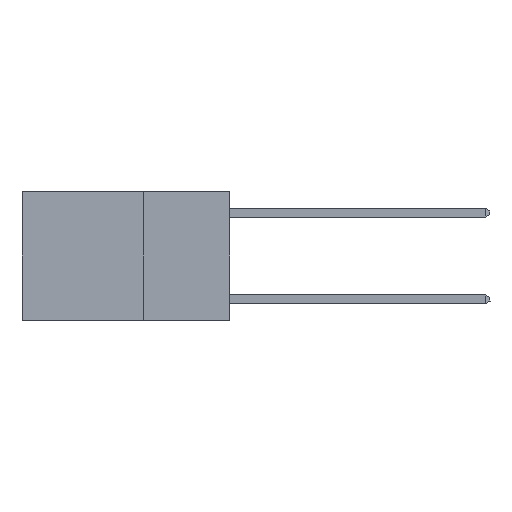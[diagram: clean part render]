
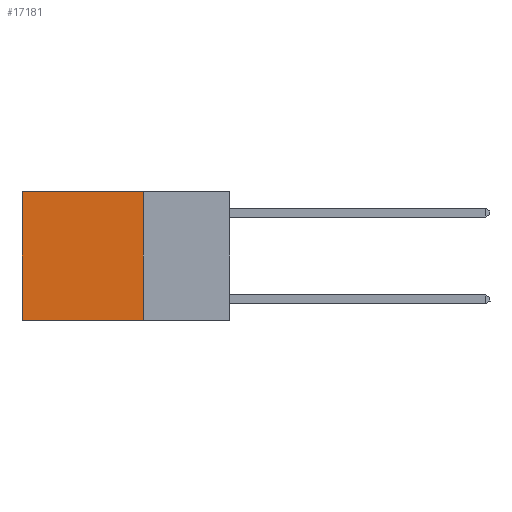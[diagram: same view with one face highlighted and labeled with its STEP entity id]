
A CAD part, left-side view. The second image highlights one B-rep face of the part: STEP entity #17181.
In plain terms, the highlighted planar face has unit normal (-1, 0, 0).
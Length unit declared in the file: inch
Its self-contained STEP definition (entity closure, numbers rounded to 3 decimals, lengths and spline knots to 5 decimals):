
#603 = VERTEX_POINT ( 'NONE', #14891 ) ;
#667 = CARTESIAN_POINT ( 'NONE',  ( 0.2625, 0.6, 0. ) ) ;
#1283 = VECTOR ( 'NONE', #24011, 39.37008 ) ;
#1544 = VECTOR ( 'NONE', #10670, 39.37008 ) ;
#2360 = EDGE_CURVE ( 'NONE', #14508, #15900, #7363, .T. ) ;
#2562 = CARTESIAN_POINT ( 'NONE',  ( 0.2625, 0.25, 0. ) ) ;
#2674 = VECTOR ( 'NONE', #24130, 39.37008 ) ;
#3435 = FACE_OUTER_BOUND ( 'NONE', #10924, .T. ) ;
#3992 = ORIENTED_EDGE ( 'NONE', *, *, #2360, .F. ) ;
#4972 = AXIS2_PLACEMENT_3D ( 'NONE', #2562, #22120, #9096 ) ;
#5087 = ORIENTED_EDGE ( 'NONE', *, *, #24469, .F. ) ;
#5523 = EDGE_CURVE ( 'NONE', #16682, #15900, #14922, .T. ) ;
#6289 = CARTESIAN_POINT ( 'NONE',  ( 0.2625, 0.25, 0. ) ) ;
#6939 = PLANE ( 'NONE',  #4972 ) ;
#7363 = LINE ( 'NONE', #21483, #1544 ) ;
#8449 = DIRECTION ( 'NONE',  ( 0., 1., 0. ) ) ;
#9096 = DIRECTION ( 'NONE',  ( 0., 0., -1. ) ) ;
#10644 = CARTESIAN_POINT ( 'NONE',  ( 0.2625, 0.25, -0.37 ) ) ;
#10670 = DIRECTION ( 'NONE',  ( 0., 1., 0. ) ) ;
#10924 = EDGE_LOOP ( 'NONE', ( #25596, #3992, #5087, #14955 ) ) ;
#12614 = EDGE_CURVE ( 'NONE', #603, #16682, #26049, .T. ) ;
#14508 = VERTEX_POINT ( 'NONE', #10644 ) ;
#14891 = CARTESIAN_POINT ( 'NONE',  ( 0.2625, 0.25, 0. ) ) ;
#14922 = LINE ( 'NONE', #17603, #2674 ) ;
#14955 = ORIENTED_EDGE ( 'NONE', *, *, #12614, .T. ) ;
#15900 = VERTEX_POINT ( 'NONE', #25742 ) ;
#16682 = VERTEX_POINT ( 'NONE', #667 ) ;
#17181 = ADVANCED_FACE ( 'NONE', ( #3435 ), #6939, .F. ) ;
#17486 = CARTESIAN_POINT ( 'NONE',  ( 0.2625, 0.25, 0. ) ) ;
#17603 = CARTESIAN_POINT ( 'NONE',  ( 0.2625, 0.6, 0. ) ) ;
#18652 = LINE ( 'NONE', #17486, #1283 ) ;
#19630 = VECTOR ( 'NONE', #8449, 39.37008 ) ;
#21483 = CARTESIAN_POINT ( 'NONE',  ( 0.2625, 0.25, -0.37 ) ) ;
#22120 = DIRECTION ( 'NONE',  ( 1., 0., 0. ) ) ;
#24011 = DIRECTION ( 'NONE',  ( 0., 0., -1. ) ) ;
#24130 = DIRECTION ( 'NONE',  ( 0., 0., -1. ) ) ;
#24469 = EDGE_CURVE ( 'NONE', #603, #14508, #18652, .T. ) ;
#25596 = ORIENTED_EDGE ( 'NONE', *, *, #5523, .T. ) ;
#25742 = CARTESIAN_POINT ( 'NONE',  ( 0.2625, 0.6, -0.37 ) ) ;
#26049 = LINE ( 'NONE', #6289, #19630 ) ;
